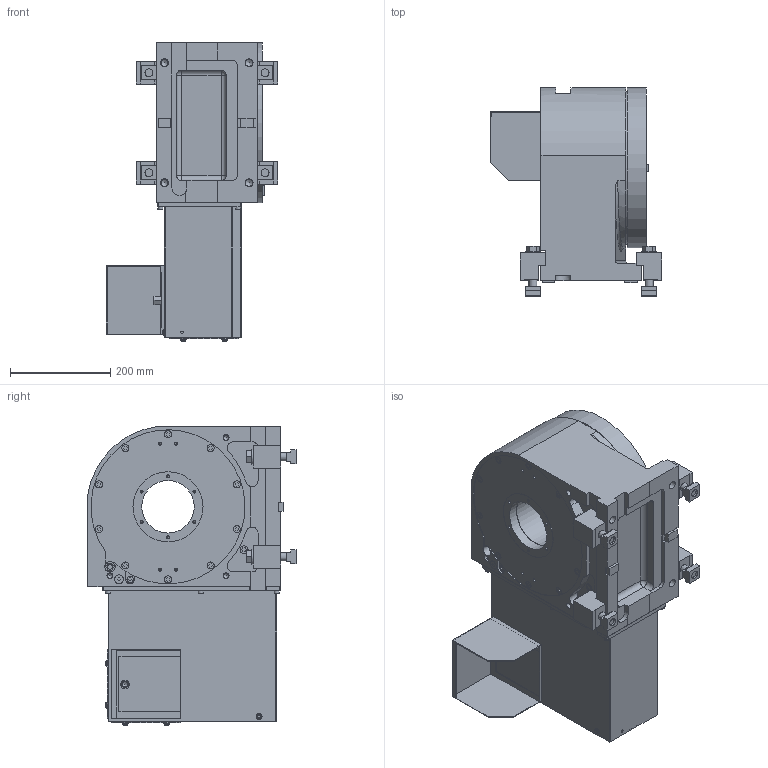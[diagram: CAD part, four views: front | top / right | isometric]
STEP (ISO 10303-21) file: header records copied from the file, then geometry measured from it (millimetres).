
FILE_DESCRIPTION( ( 'Unknown' ), '1' );
FILE_NAME( 'MR320RAE04.stp', 'Unknown', ( 'Unknown' ), ( 'Unknown' ), 'PSStep 16.0.42', 'Unknown', ' ' );
FILE_SCHEMA( ( 'AUTOMOTIVE_DESIGN { 1 0 10303 214 1 1 1 1 }' ) );
Length unit declared in the file: millimetre
Products named in the file (1): 1
Bounding box: 342 x 416 x 596.7 mm (x, y, z)
Volume: 21079038.9 mm3; surface area: 1553241.9 mm2
Topology: 1 solids, 14 shells, 918 faces, 2080 edges, 1366 vertices
Faces by surface type: plane 621, cylinder 239, cone 44, torus 9, sphere 4, bspline 1
Full cylindrical faces by diameter (mm): 5 x43, 6 x33, 7 x7, 9 x10, 9.728 x1, 10 x6, 10.2 x10, 10.7 x1, 11.5 x1, 12 x19, 12.47 x2, 12.5 x1, 14 x16, 15.95 x1, 16 x14, 18 x1, 20 x8, 21 x1, 30 x4, 34 x1, 105 x1, 106 x1, 108 x3, 130 x2, 138 x2, 140 x1, 228 x1, 237 x1, 306 x1, 310 x1
Entity records: 31920 total; most frequent: CARTESIAN_POINT 4747, DIRECTION 4095, ORIENTED_EDGE 3524, EDGE_CURVE 1762, AXIS2_PLACEMENT_3D 1420, EDGE_LOOP 1363, VERTEX_POINT 1334, LINE 1255
